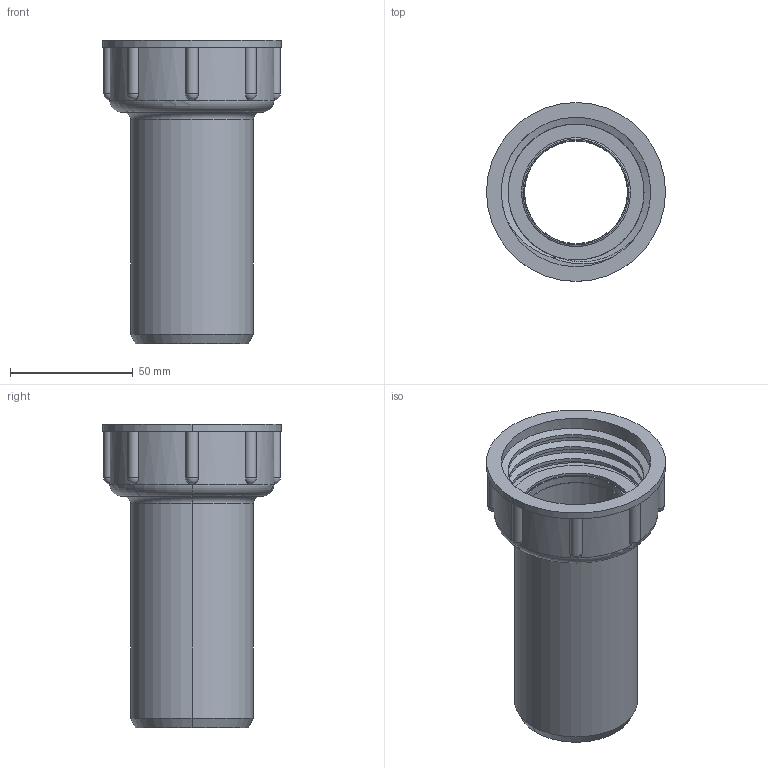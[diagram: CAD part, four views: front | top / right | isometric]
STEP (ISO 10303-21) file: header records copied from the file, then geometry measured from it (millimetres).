
FILE_DESCRIPTION(/* description */ (''),/* implementation_level */ '2;1');
FILE_NAME(/* name */ 'HTC50管_加垫圈_20260228_1418.stp',/* time_stamp */ '2026-02-28T14:18:20+08:00',/* author */ (''),/* organization */ (''),/* preprocessor_version */ 'ST-DEVELOPER v16.7',/* originating_system */ 'SIEMENS PLM Software NX 12.0',/* authorisation */ '');
FILE_SCHEMA (('AP203_CONFIGURATION_CONTROLLED_3D_DESIGN_OF_MECHANICAL_PARTS_AND_ASSEMBLIES_MIM_LF { 1 0 10303 403 2 1 2}'));
Length unit declared in the file: millimetre
Products named in the file (1): Admi1A9C60AF5nnz
Bounding box: 73 x 73 x 124 mm (x, y, z)
Volume: 90623.6 mm3; surface area: 49778.5 mm2
Topology: 2 solids, 2 shells, 106 faces, 268 edges, 167 vertices
Faces by surface type: cylinder 40, plane 35, extrusion 10, sphere 8, torus 6, cone 4, bspline 3
Full cylindrical faces by diameter (mm): 44.5 x1, 55.5 x1, 61 x3
Entity records: 5255 total; most frequent: CARTESIAN_POINT 2007, ORIENTED_EDGE 490, DIRECTION 486, EDGE_CURVE 245, AXIS2_PLACEMENT_3D 194, VERTEX_POINT 160, EDGE_LOOP 119, PRESENTATION_STYLE_ASSIGNMENT 104
